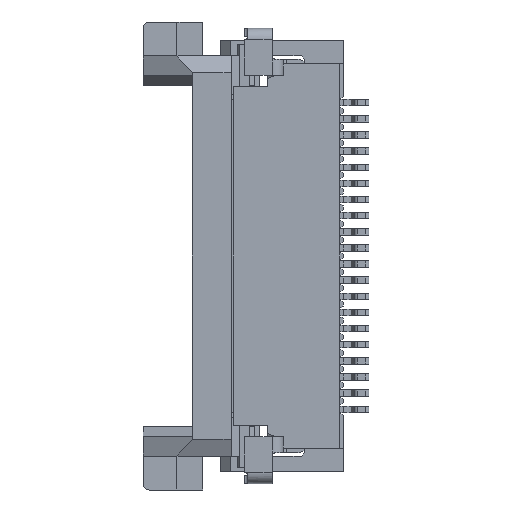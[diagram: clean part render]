
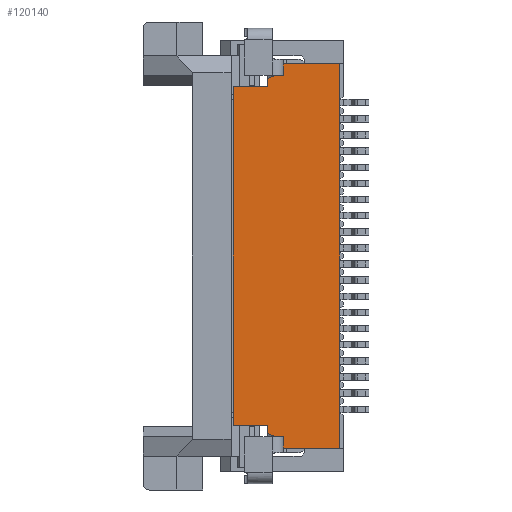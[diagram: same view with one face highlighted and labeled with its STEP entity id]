
A CAD part, left-side view. The second image highlights one B-rep face of the part: STEP entity #120140.
In plain terms, the highlighted face is planar.
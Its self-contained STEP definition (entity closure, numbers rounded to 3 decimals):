
#25040=CARTESIAN_POINT('',(0.5,34.15,-1.93));
#25050=VERTEX_POINT('',#25040);
#25080=CARTESIAN_POINT('',(0.5,34.25,-1.93));
#25090=DIRECTION('',(0.,1.,0.));
#25100=VECTOR('',#25090,1.);
#25110=LINE('',#25080,#25100);
#25120=CARTESIAN_POINT('',(0.5,32.4,-1.93));
#25130=VERTEX_POINT('',#25120);
#25140=EDGE_CURVE('',#25130,#25050,#25110,.T.);
#27090=CARTESIAN_POINT('',(0.5,32.4,-1.205));
#27100=DIRECTION('',(0.,0.,1.));
#27110=VECTOR('',#27100,1.);
#27120=LINE('',#27090,#27110);
#27130=CARTESIAN_POINT('',(0.5,32.4,-2.28));
#27140=VERTEX_POINT('',#27130);
#27150=EDGE_CURVE('',#27140,#25130,#27120,.T.);
#30380=CARTESIAN_POINT('',(0.5,34.25,-13.83));
#30390=DIRECTION('',(0.,1.,0.));
#30400=VECTOR('',#30390,1.);
#30410=LINE('',#30380,#30400);
#30420=CARTESIAN_POINT('',(0.5,32.4,-13.83));
#30430=VERTEX_POINT('',#30420);
#30440=CARTESIAN_POINT('',(0.5,34.15,-13.83));
#30450=VERTEX_POINT('',#30440);
#30460=EDGE_CURVE('',#30430,#30450,#30410,.T.);
#44660=CARTESIAN_POINT('',(0.5,31.3,-2.28));
#44670=DIRECTION('',(0.,1.,0.));
#44680=VECTOR('',#44670,1.);
#44690=LINE('',#44660,#44680);
#44700=CARTESIAN_POINT('',(0.5,32.15,-2.28));
#44710=VERTEX_POINT('',#44700);
#44720=CARTESIAN_POINT('',(0.5,32.337,-2.28));
#44730=VERTEX_POINT('',#44720);
#44740=EDGE_CURVE('',#44710,#44730,#44690,.T.);
#49420=CARTESIAN_POINT('',(0.5,31.9,-2.63));
#49430=VERTEX_POINT('',#49420);
#49460=CARTESIAN_POINT('',(0.5,34.25,-2.63));
#49470=DIRECTION('',(0.,-1.,0.));
#49480=VECTOR('',#49470,1.);
#49490=LINE('',#49460,#49480);
#49500=CARTESIAN_POINT('',(0.5,30.85,-2.63));
#49510=VERTEX_POINT('',#49500);
#49520=EDGE_CURVE('',#49430,#49510,#49490,.T.);
#62960=CARTESIAN_POINT('',(0.5,34.25,-2.28));
#62970=DIRECTION('',(0.,1.,0.));
#62980=VECTOR('',#62970,1.);
#62990=LINE('',#62960,#62980);
#63000=EDGE_CURVE('',#44730,#27140,#62990,.T.);
#70410=CARTESIAN_POINT('',(0.5,31.9,-13.13));
#70420=VERTEX_POINT('',#70410);
#70450=CARTESIAN_POINT('',(0.5,31.9,-14.555));
#70460=DIRECTION('',(0.,0.,-1.));
#70470=VECTOR('',#70460,1.);
#70480=LINE('',#70450,#70470);
#70490=CARTESIAN_POINT('',(0.5,31.9,-13.38));
#70500=VERTEX_POINT('',#70490);
#70510=EDGE_CURVE('',#70420,#70500,#70480,.T.);
#71350=CARTESIAN_POINT('',(0.5,31.9,-2.38));
#71360=VERTEX_POINT('',#71350);
#71390=CARTESIAN_POINT('',(0.5,31.9,-1.205));
#71400=DIRECTION('',(0.,0.,1.));
#71410=VECTOR('',#71400,1.);
#71420=LINE('',#71390,#71410);
#71430=EDGE_CURVE('',#49430,#71360,#71420,.T.);
#81790=CARTESIAN_POINT('',(0.5,34.25,-1.44));
#81800=DIRECTION('',(0.,0.928,
0.371));
#81810=VECTOR('',#81800,1.);
#81820=LINE('',#81790,#81810);
#81830=EDGE_CURVE('',#71360,#44710,#81820,.T.);
#118720=CARTESIAN_POINT('',(0.5,32.15,-13.48));
#118730=VERTEX_POINT('',#118720);
#118760=CARTESIAN_POINT('',(0.5,31.3,-13.48));
#118770=DIRECTION('',(0.,1.,0.));
#118780=VECTOR('',#118770,1.);
#118790=LINE('',#118760,#118780);
#118800=CARTESIAN_POINT('',(0.5,32.337,-13.48));
#118810=VERTEX_POINT('',#118800);
#118820=EDGE_CURVE('',#118730,#118810,#118790,.T.);
#119250=CARTESIAN_POINT('',(0.5,34.25,-14.32));
#119260=DIRECTION('',(0.,0.928,
-0.371));
#119270=VECTOR('',#119260,1.);
#119280=LINE('',#119250,#119270);
#119290=EDGE_CURVE('',#70500,#118730,#119280,.T.);
#119620=CARTESIAN_POINT('',(0.5,34.25,-16.555));
#119630=DIRECTION('',(-1.,0.,0.));
#119640=DIRECTION('',(0.,0.,1.));
#119650=AXIS2_PLACEMENT_3D('',#119620,#119630,#119640);
#119660=PLANE('',#119650);
#119670=ORIENTED_EDGE('',*,*,#30460,.T.);
#119680=CARTESIAN_POINT('',(0.5,32.4,-14.555));
#119690=DIRECTION('',(0.,0.,-1.));
#119700=VECTOR('',#119690,1.);
#119710=LINE('',#119680,#119700);
#119720=CARTESIAN_POINT('',(0.5,32.4,-13.48));
#119730=VERTEX_POINT('',#119720);
#119740=EDGE_CURVE('',#119730,#30430,#119710,.T.);
#119750=ORIENTED_EDGE('',*,*,#119740,.T.);
#119760=CARTESIAN_POINT('',(0.5,34.25,-13.48));
#119770=DIRECTION('',(0.,1.,0.));
#119780=VECTOR('',#119770,1.);
#119790=LINE('',#119760,#119780);
#119800=EDGE_CURVE('',#118810,#119730,#119790,.T.);
#119810=ORIENTED_EDGE('',*,*,#119800,.T.);
#119820=ORIENTED_EDGE('',*,*,#118820,.T.);
#119830=ORIENTED_EDGE('',*,*,#119290,.T.);
#119840=ORIENTED_EDGE('',*,*,#70510,.T.);
#119850=CARTESIAN_POINT('',(0.5,34.25,-13.13));
#119860=DIRECTION('',(0.,-1.,0.));
#119870=VECTOR('',#119860,1.);
#119880=LINE('',#119850,#119870);
#119890=CARTESIAN_POINT('',(0.5,30.85,-13.13));
#119900=VERTEX_POINT('',#119890);
#119910=EDGE_CURVE('',#70420,#119900,#119880,.T.);
#119920=ORIENTED_EDGE('',*,*,#119910,.F.);
#119930=CARTESIAN_POINT('',(0.5,30.85,-15.74));
#119940=DIRECTION('',(0.,0.,-1.));
#119950=VECTOR('',#119940,1.);
#119960=LINE('',#119930,#119950);
#119970=EDGE_CURVE('',#49510,#119900,#119960,.T.);
#119980=ORIENTED_EDGE('',*,*,#119970,.T.);
#119990=ORIENTED_EDGE('',*,*,#49520,.T.);
#120000=ORIENTED_EDGE('',*,*,#71430,.F.);
#120010=ORIENTED_EDGE('',*,*,#81830,.F.);
#120020=ORIENTED_EDGE('',*,*,#44740,.F.);
#120030=ORIENTED_EDGE('',*,*,#63000,.F.);
#120040=ORIENTED_EDGE('',*,*,#27150,.F.);
#120050=ORIENTED_EDGE('',*,*,#25140,.F.);
#120060=CARTESIAN_POINT('',(0.5,34.15,-18.02));
#120070=DIRECTION('',(0.,0.,-1.));
#120080=VECTOR('',#120070,1.);
#120090=LINE('',#120060,#120080);
#120100=EDGE_CURVE('',#25050,#30450,#120090,.T.);
#120110=ORIENTED_EDGE('',*,*,#120100,.F.);
#120120=EDGE_LOOP('',(#120110,#120050,#120040,#120030,#120020,#120010,
#120000,#119990,#119980,#119920,#119840,#119830,#119820,#119810,#119750,
#119670));
#120130=FACE_OUTER_BOUND('',#120120,.T.);
#120140=ADVANCED_FACE('',(#120130),#119660,.F.);
